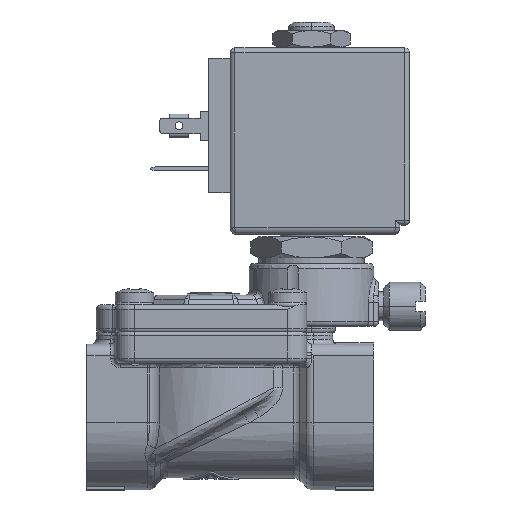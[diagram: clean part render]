
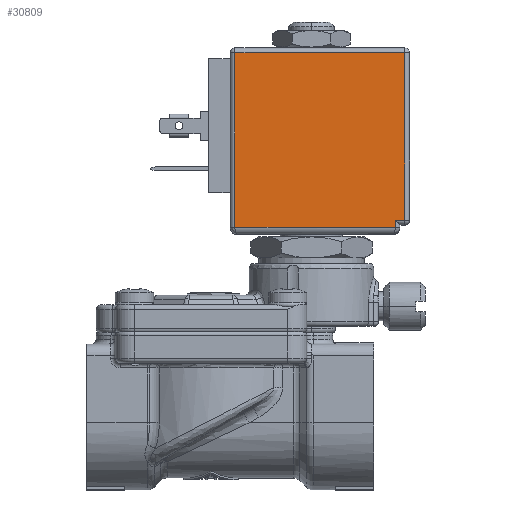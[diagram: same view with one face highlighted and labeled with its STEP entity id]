
A CAD part, top view. The second image highlights one B-rep face of the part: STEP entity #30809.
In plain terms, the highlighted planar face has unit normal (0, 0, 1).
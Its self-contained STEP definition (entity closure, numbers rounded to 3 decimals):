
#28223=DIRECTION('',(1.,0.,0.));
#28224=VECTOR('',#28223,33.5);
#28225=CARTESIAN_POINT('',(-16.,-3.5,
15.));
#28226=LINE('',#28225,#28224);
#28230=DIRECTION('',(0.,1.,0.));
#28231=VECTOR('',#28230,36.5);
#28232=CARTESIAN_POINT('',(-16.,-3.5,
15.));
#28233=LINE('',#28232,#28231);
#28237=DIRECTION('',(-1.,0.,0.));
#28238=VECTOR('',#28237,35.5);
#28239=CARTESIAN_POINT('',(19.5,33.,15.));
#28240=LINE('',#28239,#28238);
#28244=DIRECTION('',(0.,1.,0.));
#28245=VECTOR('',#28244,35.);
#28246=CARTESIAN_POINT('',(19.5,-2.,15.));
#28247=LINE('',#28246,#28245);
#28251=DIRECTION('',(1.,0.,0.));
#28252=VECTOR('',#28251,2.);
#28253=CARTESIAN_POINT('',(17.5,-2.,15.));
#28254=LINE('',#28253,#28252);
#28258=DIRECTION('',(0.,1.,0.));
#28259=VECTOR('',#28258,1.5);
#28260=CARTESIAN_POINT('',(17.5,-3.5,
15.));
#28261=LINE('',#28260,#28259);
#28339=CARTESIAN_POINT('',(17.5,-2.,15.));
#30098=CARTESIAN_POINT('',(-16.,-3.5,
15.));
#30099=CARTESIAN_POINT('',(17.5,-3.5,
15.));
#30100=VERTEX_POINT('',#30098);
#30101=VERTEX_POINT('',#30099);
#30116=CARTESIAN_POINT('',(-16.,33.,15.));
#30117=VERTEX_POINT('',#30116);
#30126=CARTESIAN_POINT('',(19.5,33.,15.));
#30127=VERTEX_POINT('',#30126);
#30140=CARTESIAN_POINT('',(19.5,-2.,15.));
#30141=VERTEX_POINT('',#30140);
#30143=VERTEX_POINT('',#28339);
#30791=CARTESIAN_POINT('',(0.,34.,15.));
#30792=DIRECTION('',(0.,0.,1.));
#30793=DIRECTION('',(1.,0.,0.));
#30794=AXIS2_PLACEMENT_3D('',#30791,#30792,#30793);
#30795=PLANE('',#30794);
#30797=ORIENTED_EDGE('',*,*,#30796,.F.);
#30798=ORIENTED_EDGE('',*,*,#30779,.T.);
#30800=ORIENTED_EDGE('',*,*,#30799,.F.);
#30802=ORIENTED_EDGE('',*,*,#30801,.F.);
#30804=ORIENTED_EDGE('',*,*,#30803,.F.);
#30806=ORIENTED_EDGE('',*,*,#30805,.F.);
#30807=EDGE_LOOP('',(#30797,#30798,#30800,#30802,#30804,#30806));
#30808=FACE_OUTER_BOUND('',#30807,.F.);
#30809=ADVANCED_FACE('',(#30808),#30795,.T.);
#30779=EDGE_CURVE('',#30100,#30117,#28233,.T.);
#30796=EDGE_CURVE('',#30100,#30101,#28226,.T.);
#30799=EDGE_CURVE('',#30127,#30117,#28240,.T.);
#30801=EDGE_CURVE('',#30141,#30127,#28247,.T.);
#30803=EDGE_CURVE('',#30143,#30141,#28254,.T.);
#30805=EDGE_CURVE('',#30101,#30143,#28261,.T.);
